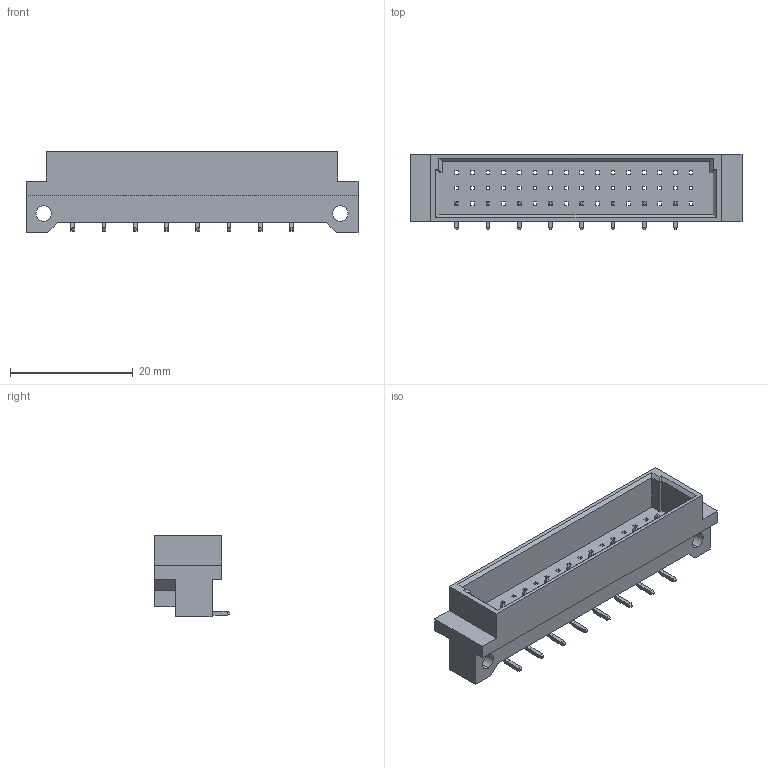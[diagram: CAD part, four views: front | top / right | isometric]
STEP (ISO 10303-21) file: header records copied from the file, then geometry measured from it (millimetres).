
FILE_DESCRIPTION (( 'STEP AP214' ), '1' );
FILE_NAME ('495-008-260-122.STEP', '2020-08-11T20:13:17', ( '' ), ( '' ), 'SwSTEP 2.0', 'SolidWorks 2020', '' );
FILE_SCHEMA (( 'AUTOMOTIVE_DESIGN' ));
Length unit declared in the file: millimetre
Products named in the file (3): 495 Part_48; 495-008-260-122; 495-290-3
Assembly tree (9 placements, depth 2):
  495-008-260-122
    495 Part_48
    495-290-3  x8
Bounding box: 54 x 12.27 x 13.2 mm (x, y, z)
Volume: 3492.1 mm3; surface area: 4247.3 mm2
Topology: 9 solids, 9 shells, 386 faces, 1024 edges, 658 vertices
Faces by surface type: plane 366, cylinder 20
Entity records: 8662 total; most frequent: CARTESIAN_POINT 1506, ORIENTED_EDGE 1488, DIRECTION 1300, EDGE_CURVE 744, LINE 732, VECTOR 732, VERTEX_POINT 490, EDGE_LOOP 362
